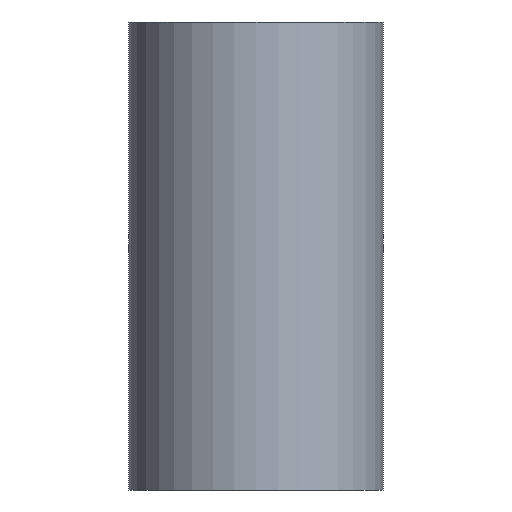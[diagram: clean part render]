
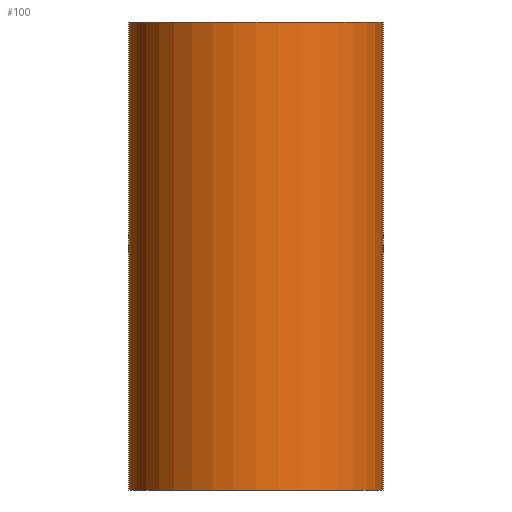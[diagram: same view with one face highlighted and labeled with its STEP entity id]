
A CAD part, front view. The second image highlights one B-rep face of the part: STEP entity #100.
In plain terms, the highlighted cylindrical face has radius 16.3 mm (diameter 32.6 mm), a partial arc.
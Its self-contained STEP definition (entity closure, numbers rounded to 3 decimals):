
#48 = VERTEX_POINT ( 'NONE', #77 ) ;
#49 = EDGE_CURVE ( 'NONE', #171, #48, #76, .T. ) ;
#73 = DIRECTION ( 'NONE',  ( 0., 0., 1. ) ) ;
#74 = VECTOR ( 'NONE', #73, 1000. ) ;
#75 = CARTESIAN_POINT ( 'NONE',  ( 16.3, 0., 0. ) ) ;
#76 = LINE ( 'NONE', #75, #74 ) ;
#77 = CARTESIAN_POINT ( 'NONE',  ( 16.3, 0., 0. ) ) ;
#98 = ORIENTED_EDGE ( 'NONE', *, *, #165, .T. ) ;
#99 = ORIENTED_EDGE ( 'NONE', *, *, #49, .T. ) ;
#100 = ADVANCED_FACE ( 'NONE', ( #236 ), #179, .T. ) ;
#101 = EDGE_LOOP ( 'NONE', ( #111, #98, #99, #107 ) ) ;
#107 = ORIENTED_EDGE ( 'NONE', *, *, #114, .F. ) ;
#111 = ORIENTED_EDGE ( 'NONE', *, *, #168, .F. ) ;
#114 = EDGE_CURVE ( 'NONE', #169, #48, #196, .T. ) ;
#165 = EDGE_CURVE ( 'NONE', #170, #171, #285, .T. ) ;
#168 = EDGE_CURVE ( 'NONE', #170, #169, #228, .T. ) ;
#169 = VERTEX_POINT ( 'NONE', #224 ) ;
#170 = VERTEX_POINT ( 'NONE', #223 ) ;
#171 = VERTEX_POINT ( 'NONE', #222 ) ;
#178 = AXIS2_PLACEMENT_3D ( 'NONE', #235, #270, #269 ) ;
#179 = CYLINDRICAL_SURFACE ( 'NONE', #178, 16.3 ) ;
#193 = DIRECTION ( 'NONE',  ( 0., 0., 1. ) ) ;
#194 = CARTESIAN_POINT ( 'NONE',  ( 0., 0., 0. ) ) ;
#195 = AXIS2_PLACEMENT_3D ( 'NONE', #194, #193, #233 ) ;
#196 = CIRCLE ( 'NONE', #195, 16.3 ) ;
#222 = CARTESIAN_POINT ( 'NONE',  ( 16.3, 0., -60. ) ) ;
#223 = CARTESIAN_POINT ( 'NONE',  ( -16.3, 0., -60. ) ) ;
#224 = CARTESIAN_POINT ( 'NONE',  ( -16.3, 0., 0. ) ) ;
#225 = DIRECTION ( 'NONE',  ( 0., 0., 1. ) ) ;
#226 = VECTOR ( 'NONE', #225, 1000. ) ;
#227 = CARTESIAN_POINT ( 'NONE',  ( -16.3, 0., 0. ) ) ;
#228 = LINE ( 'NONE', #227, #226 ) ;
#233 = DIRECTION ( 'NONE',  ( 1., 0., 0. ) ) ;
#235 = CARTESIAN_POINT ( 'NONE',  ( 0., 0., 0. ) ) ;
#236 = FACE_OUTER_BOUND ( 'NONE', #101, .T. ) ;
#269 = DIRECTION ( 'NONE',  ( 1., 0., 0. ) ) ;
#270 = DIRECTION ( 'NONE',  ( 0., 0., 1. ) ) ;
#281 = DIRECTION ( 'NONE',  ( 1., 0., 0. ) ) ;
#282 = DIRECTION ( 'NONE',  ( 0., 0., 1. ) ) ;
#283 = CARTESIAN_POINT ( 'NONE',  ( 0., 0., -60. ) ) ;
#284 = AXIS2_PLACEMENT_3D ( 'NONE', #283, #282, #281 ) ;
#285 = CIRCLE ( 'NONE', #284, 16.3 ) ;
